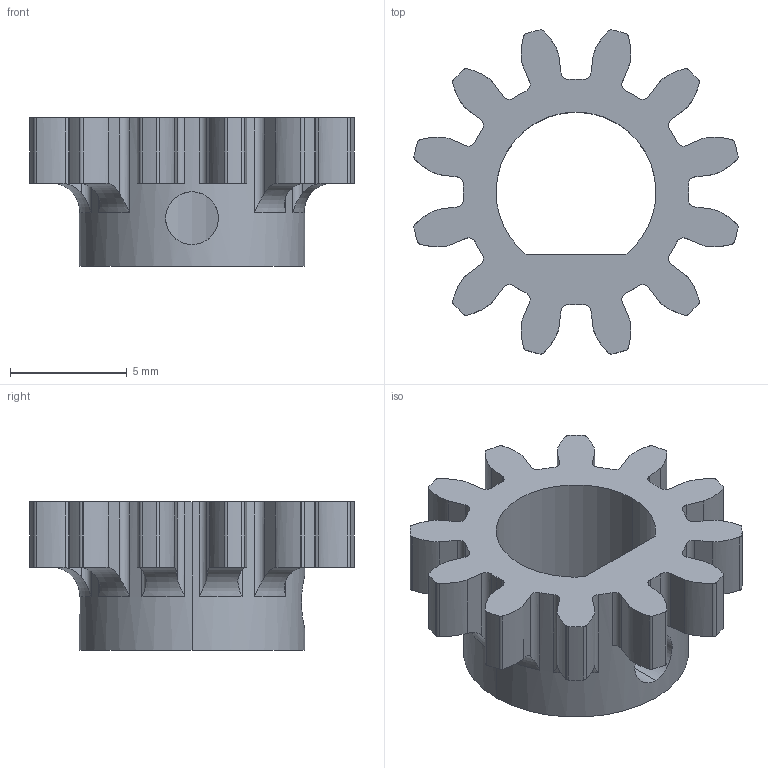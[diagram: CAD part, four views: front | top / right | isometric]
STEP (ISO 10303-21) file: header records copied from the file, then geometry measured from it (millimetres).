
FILE_DESCRIPTION (( 'STEP AP214' ), '1' );
FILE_NAME ('Radar Altimeter Limit Shaft Gear.STEP', '2021-06-13T09:37:37', ( '' ), ( '' ), 'SwSTEP 2.0', 'SolidWorks 2019', '' );
FILE_SCHEMA (( 'AUTOMOTIVE_DESIGN' ));
Length unit declared in the file: inch
Products named in the file (1): Radar Altimeter Limit Shaft Gear
Bounding box: 13.89 x 13.89 x 6.35 mm (x, y, z)
Volume: 349.8 mm3; surface area: 620.5 mm2
Topology: 1 solids, 1 shells, 150 faces, 444 edges, 296 vertices
Faces by surface type: cylinder 77, plane 39, bspline 24, torus 10
Entity records: 7504 total; most frequent: CARTESIAN_POINT 3520, ORIENTED_EDGE 888, DIRECTION 784, EDGE_CURVE 444, AXIS2_PLACEMENT_3D 308, VERTEX_POINT 296, CIRCLE 181, LINE 168
